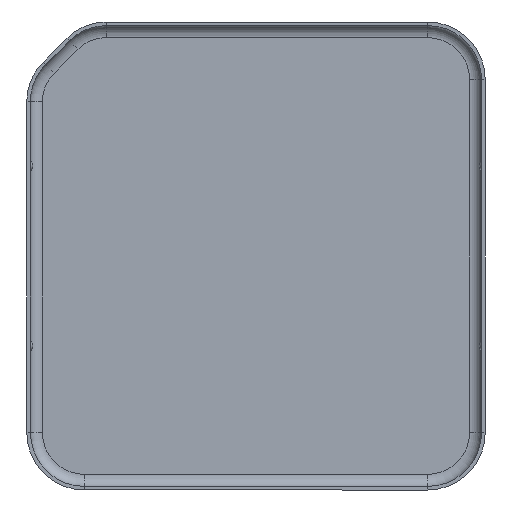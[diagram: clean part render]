
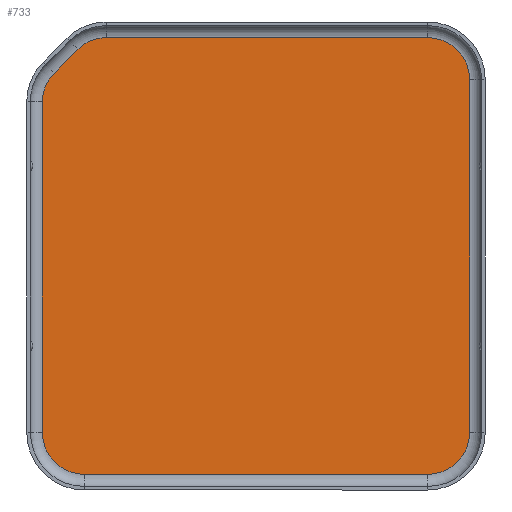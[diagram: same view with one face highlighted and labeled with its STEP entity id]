
A CAD part, front view. The second image highlights one B-rep face of the part: STEP entity #733.
In plain terms, the highlighted planar face has unit normal (0, -1, 0).
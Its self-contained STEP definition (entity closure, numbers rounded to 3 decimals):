
#1 = DIRECTION ( 'NONE',  ( 0., 0., 1. ) ) ;
#3 = DIRECTION ( 'NONE',  ( 0., -1., 0. ) ) ;
#19 = LINE ( 'NONE', #482, #829 ) ;
#38 = FACE_OUTER_BOUND ( 'NONE', #238, .T. ) ;
#45 = VERTEX_POINT ( 'NONE', #476 ) ;
#49 = AXIS2_PLACEMENT_3D ( 'NONE', #967, #269, #1878 ) ;
#53 = CARTESIAN_POINT ( 'NONE',  ( -12.481, 0., 18.2 ) ) ;
#56 = CIRCLE ( 'NONE', #49, 3.332 ) ;
#80 = EDGE_CURVE ( 'NONE', #723, #663, #19, .T. ) ;
#105 = VERTEX_POINT ( 'NONE', #1500 ) ;
#140 = AXIS2_PLACEMENT_3D ( 'NONE', #861, #1578, #1 ) ;
#144 = VECTOR ( 'NONE', #1279, 1000. ) ;
#177 = ORIENTED_EDGE ( 'NONE', *, *, #80, .F. ) ;
#189 = DIRECTION ( 'NONE',  ( 0., 1., 0. ) ) ;
#193 = LINE ( 'NONE', #453, #914 ) ;
#238 = EDGE_LOOP ( 'NONE', ( #827, #1890, #1780, #1152, #1366, #177, #547, #1250, #697, #1178 ) ) ;
#242 = VERTEX_POINT ( 'NONE', #1750 ) ;
#254 = CIRCLE ( 'NONE', #602, 3.332 ) ;
#269 = DIRECTION ( 'NONE',  ( 0., 1., 0. ) ) ;
#275 = CARTESIAN_POINT ( 'NONE',  ( 14.3, 0., -18.2 ) ) ;
#355 = CARTESIAN_POINT ( 'NONE',  ( 17.8, 0., -14.7 ) ) ;
#381 = DIRECTION ( 'NONE',  ( 0., 0., 1. ) ) ;
#405 = PLANE ( 'NONE',  #648 ) ;
#453 = CARTESIAN_POINT ( 'NONE',  ( 17.8, 0., 14.7 ) ) ;
#476 = CARTESIAN_POINT ( 'NONE',  ( 14.3, 0., 18.2 ) ) ;
#482 = CARTESIAN_POINT ( 'NONE',  ( -17.8, 0., -14.7 ) ) ;
#520 = CARTESIAN_POINT ( 'NONE',  ( -14.838, 0., 17.224 ) ) ;
#525 = CARTESIAN_POINT ( 'NONE',  ( -14.3, 0., -14.7 ) ) ;
#527 = CARTESIAN_POINT ( 'NONE',  ( -12.481, 0., 18.2 ) ) ;
#547 = ORIENTED_EDGE ( 'NONE', *, *, #1769, .F. ) ;
#597 = CARTESIAN_POINT ( 'NONE',  ( 14.3, 0., -18.2 ) ) ;
#602 = AXIS2_PLACEMENT_3D ( 'NONE', #1411, #1255, #381 ) ;
#648 = AXIS2_PLACEMENT_3D ( 'NONE', #1755, #3, #710 ) ;
#649 = DIRECTION ( 'NONE',  ( 0., 1., 0. ) ) ;
#663 = VERTEX_POINT ( 'NONE', #1230 ) ;
#667 = DIRECTION ( 'NONE',  ( 1., 0., 0. ) ) ;
#697 = ORIENTED_EDGE ( 'NONE', *, *, #957, .F. ) ;
#710 = DIRECTION ( 'NONE',  ( 0., 0., -1. ) ) ;
#723 = VERTEX_POINT ( 'NONE', #1575 ) ;
#733 = ADVANCED_FACE ( 'NONE', ( #38 ), #405, .T. ) ;
#750 = EDGE_CURVE ( 'NONE', #105, #1183, #1535, .T. ) ;
#775 = CIRCLE ( 'NONE', #140, 3.5 ) ;
#827 = ORIENTED_EDGE ( 'NONE', *, *, #1447, .F. ) ;
#829 = VECTOR ( 'NONE', #1808, 1000. ) ;
#861 = CARTESIAN_POINT ( 'NONE',  ( 14.3, 0., 14.7 ) ) ;
#883 = EDGE_CURVE ( 'NONE', #242, #1863, #193, .T. ) ;
#886 = AXIS2_PLACEMENT_3D ( 'NONE', #525, #649, #1089 ) ;
#903 = VERTEX_POINT ( 'NONE', #1327 ) ;
#914 = VECTOR ( 'NONE', #1467, 1000. ) ;
#928 = DIRECTION ( 'NONE',  ( 0., 0., 1. ) ) ;
#934 = CIRCLE ( 'NONE', #1713, 3.5 ) ;
#957 = EDGE_CURVE ( 'NONE', #1863, #1380, #934, .T. ) ;
#967 = CARTESIAN_POINT ( 'NONE',  ( -14.468, 0., 12.881 ) ) ;
#988 = CARTESIAN_POINT ( 'NONE',  ( -16.824, 0., 15.238 ) ) ;
#1089 = DIRECTION ( 'NONE',  ( 0., 0., 1. ) ) ;
#1113 = LINE ( 'NONE', #597, #1238 ) ;
#1152 = ORIENTED_EDGE ( 'NONE', *, *, #750, .F. ) ;
#1178 = ORIENTED_EDGE ( 'NONE', *, *, #883, .F. ) ;
#1183 = VERTEX_POINT ( 'NONE', #520 ) ;
#1210 = CARTESIAN_POINT ( 'NONE',  ( 14.3, 0., -14.7 ) ) ;
#1230 = CARTESIAN_POINT ( 'NONE',  ( -17.8, 0., 12.881 ) ) ;
#1238 = VECTOR ( 'NONE', #1607, 1000. ) ;
#1250 = ORIENTED_EDGE ( 'NONE', *, *, #1589, .F. ) ;
#1252 = EDGE_CURVE ( 'NONE', #1183, #1625, #254, .T. ) ;
#1255 = DIRECTION ( 'NONE',  ( 0., 1., 0. ) ) ;
#1279 = DIRECTION ( 'NONE',  ( 0.707, 0., 0.707 ) ) ;
#1326 = EDGE_CURVE ( 'NONE', #663, #105, #56, .T. ) ;
#1327 = CARTESIAN_POINT ( 'NONE',  ( -14.3, 0., -18.2 ) ) ;
#1366 = ORIENTED_EDGE ( 'NONE', *, *, #1326, .F. ) ;
#1380 = VERTEX_POINT ( 'NONE', #275 ) ;
#1388 = EDGE_CURVE ( 'NONE', #1625, #45, #1511, .T. ) ;
#1411 = CARTESIAN_POINT ( 'NONE',  ( -12.481, 0., 14.868 ) ) ;
#1447 = EDGE_CURVE ( 'NONE', #45, #242, #775, .T. ) ;
#1467 = DIRECTION ( 'NONE',  ( 0., 0., -1. ) ) ;
#1469 = VECTOR ( 'NONE', #667, 1000. ) ;
#1500 = CARTESIAN_POINT ( 'NONE',  ( -16.824, 0., 15.238 ) ) ;
#1511 = LINE ( 'NONE', #527, #1469 ) ;
#1535 = LINE ( 'NONE', #988, #144 ) ;
#1549 = CIRCLE ( 'NONE', #886, 3.5 ) ;
#1575 = CARTESIAN_POINT ( 'NONE',  ( -17.8, 0., -14.7 ) ) ;
#1578 = DIRECTION ( 'NONE',  ( 0., 1., 0. ) ) ;
#1589 = EDGE_CURVE ( 'NONE', #1380, #903, #1113, .T. ) ;
#1607 = DIRECTION ( 'NONE',  ( -1., 0., 0. ) ) ;
#1625 = VERTEX_POINT ( 'NONE', #53 ) ;
#1713 = AXIS2_PLACEMENT_3D ( 'NONE', #1210, #189, #928 ) ;
#1750 = CARTESIAN_POINT ( 'NONE',  ( 17.8, 0., 14.7 ) ) ;
#1755 = CARTESIAN_POINT ( 'NONE',  ( 14.3, 0., -14.7 ) ) ;
#1769 = EDGE_CURVE ( 'NONE', #903, #723, #1549, .T. ) ;
#1780 = ORIENTED_EDGE ( 'NONE', *, *, #1252, .F. ) ;
#1808 = DIRECTION ( 'NONE',  ( 0., 0., 1. ) ) ;
#1863 = VERTEX_POINT ( 'NONE', #355 ) ;
#1878 = DIRECTION ( 'NONE',  ( 0., 0., 1. ) ) ;
#1890 = ORIENTED_EDGE ( 'NONE', *, *, #1388, .F. ) ;
